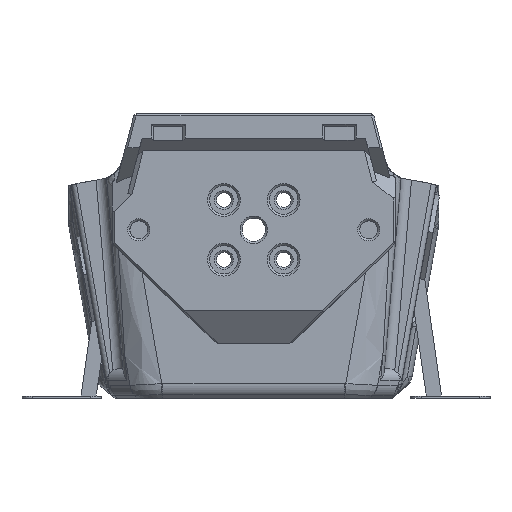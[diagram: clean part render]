
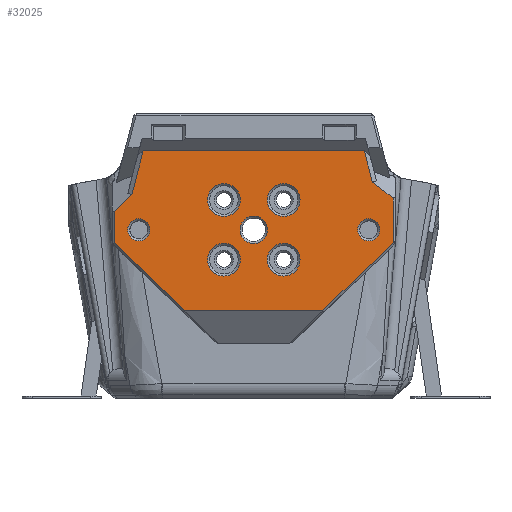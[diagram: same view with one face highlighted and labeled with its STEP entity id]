
A CAD part, front view. The second image highlights one B-rep face of the part: STEP entity #32025.
In plain terms, the highlighted planar face has unit normal (0, -1, 0).
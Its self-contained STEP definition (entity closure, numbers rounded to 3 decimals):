
#1721=CIRCLE('',#34679,2.1);
#1722=CIRCLE('',#34680,2.1);
#1723=CIRCLE('',#34681,2.6);
#1724=CIRCLE('',#34682,3.1);
#1725=CIRCLE('',#34683,3.1);
#1726=CIRCLE('',#34684,3.1);
#1727=CIRCLE('',#34685,3.1);
#2708=LINE('',#49031,#5582);
#2717=LINE('',#49050,#5591);
#4304=LINE('',#61395,#7178);
#4305=LINE('',#61397,#7179);
#4306=LINE('',#61399,#7180);
#4307=LINE('',#61401,#7181);
#4308=LINE('',#61403,#7182);
#4309=LINE('',#61405,#7183);
#4310=LINE('',#61407,#7184);
#4311=LINE('',#61408,#7185);
#5582=VECTOR('',#37305,1000.);
#5591=VECTOR('',#37316,1000.);
#7178=VECTOR('',#41937,1000.);
#7179=VECTOR('',#41938,1000.);
#7180=VECTOR('',#41939,1000.);
#7181=VECTOR('',#41940,1000.);
#7182=VECTOR('',#41941,1000.);
#7183=VECTOR('',#41942,1000.);
#7184=VECTOR('',#41943,1000.);
#7185=VECTOR('',#41944,1000.);
#15786=ORIENTED_EDGE('',*,*,#18448,.F.);
#15787=ORIENTED_EDGE('',*,*,#21249,.T.);
#15788=ORIENTED_EDGE('',*,*,#21250,.T.);
#15789=ORIENTED_EDGE('',*,*,#21251,.T.);
#15790=ORIENTED_EDGE('',*,*,#21252,.T.);
#15791=ORIENTED_EDGE('',*,*,#21253,.T.);
#15792=ORIENTED_EDGE('',*,*,#21254,.T.);
#15793=ORIENTED_EDGE('',*,*,#21255,.T.);
#15794=ORIENTED_EDGE('',*,*,#18457,.F.);
#15795=ORIENTED_EDGE('',*,*,#21256,.T.);
#15796=ORIENTED_EDGE('',*,*,#21257,.T.);
#15797=ORIENTED_EDGE('',*,*,#21258,.T.);
#15798=ORIENTED_EDGE('',*,*,#21259,.T.);
#15799=ORIENTED_EDGE('',*,*,#21260,.F.);
#15800=ORIENTED_EDGE('',*,*,#21261,.F.);
#15801=ORIENTED_EDGE('',*,*,#21262,.T.);
#15802=ORIENTED_EDGE('',*,*,#21263,.T.);
#18448=EDGE_CURVE('',#22748,#22749,#2708,.F.);
#18457=EDGE_CURVE('',#22757,#22758,#2717,.F.);
#21249=EDGE_CURVE('',#22748,#24497,#4304,.T.);
#21250=EDGE_CURVE('',#24497,#24498,#4305,.F.);
#21251=EDGE_CURVE('',#24498,#24499,#4306,.T.);
#21252=EDGE_CURVE('',#24499,#24500,#4307,.T.);
#21253=EDGE_CURVE('',#24500,#24501,#4308,.T.);
#21254=EDGE_CURVE('',#24501,#24502,#4309,.T.);
#21255=EDGE_CURVE('',#24502,#22758,#4310,.T.);
#21256=EDGE_CURVE('',#22757,#22749,#4311,.T.);
#21257=EDGE_CURVE('',#24503,#24503,#1721,.F.);
#21258=EDGE_CURVE('',#24504,#24504,#1722,.F.);
#21259=EDGE_CURVE('',#24505,#24505,#1723,.F.);
#21260=EDGE_CURVE('',#24506,#24506,#1724,.F.);
#21261=EDGE_CURVE('',#24507,#24507,#1725,.F.);
#21262=EDGE_CURVE('',#24508,#24508,#1726,.F.);
#21263=EDGE_CURVE('',#24509,#24509,#1727,.F.);
#22748=VERTEX_POINT('',#49030);
#22749=VERTEX_POINT('',#49032);
#22757=VERTEX_POINT('',#49049);
#22758=VERTEX_POINT('',#49051);
#24497=VERTEX_POINT('',#61396);
#24498=VERTEX_POINT('',#61398);
#24499=VERTEX_POINT('',#61400);
#24500=VERTEX_POINT('',#61402);
#24501=VERTEX_POINT('',#61404);
#24502=VERTEX_POINT('',#61406);
#24503=VERTEX_POINT('',#61410);
#24504=VERTEX_POINT('',#61412);
#24505=VERTEX_POINT('',#61414);
#24506=VERTEX_POINT('',#61416);
#24507=VERTEX_POINT('',#61418);
#24508=VERTEX_POINT('',#61420);
#24509=VERTEX_POINT('',#61422);
#27222=EDGE_LOOP('',(#15786,#15787,#15788,#15789,#15790,#15791,#15792,#15793,
#15794,#15795));
#27223=EDGE_LOOP('',(#15796));
#27224=EDGE_LOOP('',(#15797));
#27225=EDGE_LOOP('',(#15798));
#27226=EDGE_LOOP('',(#15799));
#27227=EDGE_LOOP('',(#15800));
#27228=EDGE_LOOP('',(#15801));
#27229=EDGE_LOOP('',(#15802));
#29155=FACE_BOUND('',#27222,.T.);
#29156=FACE_BOUND('',#27223,.T.);
#29157=FACE_BOUND('',#27224,.T.);
#29158=FACE_BOUND('',#27225,.T.);
#29159=FACE_BOUND('',#27226,.T.);
#29160=FACE_BOUND('',#27227,.T.);
#29161=FACE_BOUND('',#27228,.T.);
#29162=FACE_BOUND('',#27229,.T.);
#30305=PLANE('',#34678);
#32025=ADVANCED_FACE('',(#29155,#29156,#29157,#29158,#29159,#29160,#29161,
#29162),#30305,.T.);
#34678=AXIS2_PLACEMENT_3D('',#61394,#41935,#41936);
#34679=AXIS2_PLACEMENT_3D('',#61409,#41945,#41946);
#34680=AXIS2_PLACEMENT_3D('',#61411,#41947,#41948);
#34681=AXIS2_PLACEMENT_3D('',#61413,#41949,#41950);
#34682=AXIS2_PLACEMENT_3D('',#61415,#41951,#41952);
#34683=AXIS2_PLACEMENT_3D('',#61417,#41953,#41954);
#34684=AXIS2_PLACEMENT_3D('',#61419,#41955,#41956);
#34685=AXIS2_PLACEMENT_3D('',#61421,#41957,#41958);
#37305=DIRECTION('',(-1.,0.,0.));
#37316=DIRECTION('',(-0.797,0.,0.604));
#41935=DIRECTION('',(0.,-1.,0.));
#41936=DIRECTION('',(1.,0.,0.));
#41937=DIRECTION('',(-0.25,0.,-0.968));
#41938=DIRECTION('',(0.714,0.,0.7));
#41939=DIRECTION('',(0.,0.,-1.));
#41940=DIRECTION('',(0.722,0.,-0.692));
#41941=DIRECTION('',(1.,0.,0.));
#41942=DIRECTION('',(0.722,0.,0.692));
#41943=DIRECTION('',(0.,0.,1.));
#41944=DIRECTION('',(-0.25,0.,0.968));
#41945=DIRECTION('',(0.,-1.,0.));
#41946=DIRECTION('',(1.,0.,0.));
#41947=DIRECTION('',(0.,-1.,0.));
#41948=DIRECTION('',(1.,0.,0.));
#41949=DIRECTION('',(0.,-1.,0.));
#41950=DIRECTION('',(0.,0.,-1.));
#41951=DIRECTION('',(0.,1.,0.));
#41952=DIRECTION('',(0.,0.,-1.));
#41953=DIRECTION('',(0.,1.,0.));
#41954=DIRECTION('',(0.,0.,-1.));
#41955=DIRECTION('',(0.,-1.,0.));
#41956=DIRECTION('',(0.,0.,-1.));
#41957=DIRECTION('',(0.,-1.,0.));
#41958=DIRECTION('',(0.,0.,-1.));
#49030=CARTESIAN_POINT('',(-20.926,-29.1,46.811));
#49031=CARTESIAN_POINT('',(-0.052,-29.1,46.811));
#49032=CARTESIAN_POINT('',(20.926,-29.1,46.811));
#49049=CARTESIAN_POINT('',(22.462,-29.1,40.868));
#49050=CARTESIAN_POINT('',(15.729,-29.1,45.972));
#49051=CARTESIAN_POINT('',(26.393,-29.1,37.888));
#61394=CARTESIAN_POINT('',(0.,-29.1,25.221));
#61395=CARTESIAN_POINT('',(-24.847,-29.1,31.647));
#61396=CARTESIAN_POINT('',(-23.06,-29.1,38.559));
#61397=CARTESIAN_POINT('',(-17.965,-29.1,43.552));
#61398=CARTESIAN_POINT('',(-26.393,-29.1,35.292));
#61399=CARTESIAN_POINT('',(-26.393,-29.1,25.221));
#61400=CARTESIAN_POINT('',(-26.393,-29.1,29.389));
#61401=CARTESIAN_POINT('',(-10.556,-29.1,14.208));
#61402=CARTESIAN_POINT('',(-13.09,-29.1,16.638));
#61403=CARTESIAN_POINT('',(-2.754,-29.1,16.638));
#61404=CARTESIAN_POINT('',(13.09,-29.1,16.638));
#61405=CARTESIAN_POINT('',(10.556,-29.1,14.208));
#61406=CARTESIAN_POINT('',(26.393,-29.1,29.389));
#61407=CARTESIAN_POINT('',(26.393,-29.1,25.221));
#61408=CARTESIAN_POINT('',(24.847,-29.1,31.647));
#61409=CARTESIAN_POINT('',(-21.75,-29.1,31.853));
#61410=CARTESIAN_POINT('',(-19.65,-29.1,31.853));
#61411=CARTESIAN_POINT('',(21.75,-29.1,31.853));
#61412=CARTESIAN_POINT('',(23.85,-29.1,31.853));
#61413=CARTESIAN_POINT('',(0.,-29.1,31.85));
#61414=CARTESIAN_POINT('',(0.,-29.1,29.25));
#61415=CARTESIAN_POINT('',(5.657,-29.1,37.507));
#61416=CARTESIAN_POINT('',(5.657,-29.1,34.407));
#61417=CARTESIAN_POINT('',(5.657,-29.1,26.193));
#61418=CARTESIAN_POINT('',(5.657,-29.1,23.093));
#61419=CARTESIAN_POINT('',(-5.657,-29.1,37.507));
#61420=CARTESIAN_POINT('',(-5.657,-29.1,34.407));
#61421=CARTESIAN_POINT('',(-5.657,-29.1,26.193));
#61422=CARTESIAN_POINT('',(-5.657,-29.1,23.093));
